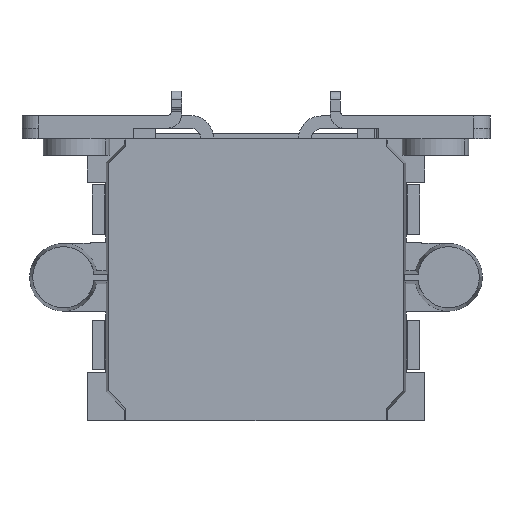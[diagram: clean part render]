
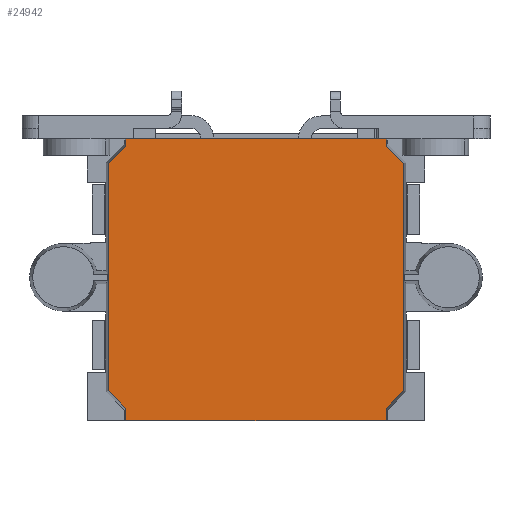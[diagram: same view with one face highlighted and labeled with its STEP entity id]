
A CAD part, front view. The second image highlights one B-rep face of the part: STEP entity #24942.
In plain terms, the highlighted planar face has unit normal (0, -1, 0).
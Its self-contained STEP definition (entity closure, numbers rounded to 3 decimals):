
#24914=AXIS2_PLACEMENT_3D('Plane Axis2P3D',#24911,#24912,#24913) ;
#24505=CARTESIAN_POINT('Vertex',(17.483,-43.1,-44.839)) ;
#24508=CARTESIAN_POINT('Line Origine',(17.561,-43.1,-44.761)) ;
#24512=CARTESIAN_POINT('Vertex',(15.439,-43.1,-46.883)) ;
#24531=CARTESIAN_POINT('Line Origine',(-17.561,-43.1,-44.761)) ;
#24535=CARTESIAN_POINT('Vertex',(-17.483,-43.1,-44.839)) ;
#24537=CARTESIAN_POINT('Vertex',(-15.439,-43.1,-46.883)) ;
#24564=CARTESIAN_POINT('Vertex',(-15.439,-43.1,-48.4)) ;
#24567=CARTESIAN_POINT('Line Origine',(-15.439,-43.1,-47.641)) ;
#24584=CARTESIAN_POINT('Line Origine',(15.439,-43.1,-47.641)) ;
#24588=CARTESIAN_POINT('Vertex',(15.439,-43.1,-48.4)) ;
#24608=CARTESIAN_POINT('Line Origine',(0.,-43.1,-48.4)) ;
#24630=CARTESIAN_POINT('Vertex',(15.439,-43.1,-15.917)) ;
#24644=CARTESIAN_POINT('Vertex',(15.439,-43.1,-15.03)) ;
#24647=CARTESIAN_POINT('Line Origine',(15.439,-43.1,-15.474)) ;
#24671=CARTESIAN_POINT('Line Origine',(17.561,-43.1,-18.039)) ;
#24675=CARTESIAN_POINT('Vertex',(17.483,-43.1,-17.961)) ;
#24694=CARTESIAN_POINT('Line Origine',(-17.483,-43.1,-31.4)) ;
#24698=CARTESIAN_POINT('Vertex',(-17.483,-43.1,-17.961)) ;
#24854=CARTESIAN_POINT('Line Origine',(17.483,-43.1,-31.4)) ;
#24896=CARTESIAN_POINT('Vertex',(-15.439,-43.1,-15.03)) ;
#24899=CARTESIAN_POINT('Line Origine',(0.,-43.1,-15.03)) ;
#24911=CARTESIAN_POINT('Axis2P3D Location',(0.,-43.1,-31.4)) ;
#24916=CARTESIAN_POINT('Line Origine',(-15.439,-43.1,-15.474)) ;
#24920=CARTESIAN_POINT('Vertex',(-15.439,-43.1,-15.917)) ;
#24923=CARTESIAN_POINT('Line Origine',(-16.461,-43.1,-16.939)) ;
#24509=DIRECTION('Vector Direction',(-0.707,0.,-0.707)) ;
#24532=DIRECTION('Vector Direction',(-0.707,0.,0.707)) ;
#24568=DIRECTION('Vector Direction',(0.,0.,1.)) ;
#24585=DIRECTION('Vector Direction',(0.,0.,1.)) ;
#24609=DIRECTION('Vector Direction',(1.,0.,0.)) ;
#24648=DIRECTION('Vector Direction',(0.,0.,-1.)) ;
#24672=DIRECTION('Vector Direction',(-0.707,0.,0.707)) ;
#24695=DIRECTION('Vector Direction',(0.,0.,-1.)) ;
#24855=DIRECTION('Vector Direction',(0.,0.,1.)) ;
#24900=DIRECTION('Vector Direction',(-1.,0.,0.)) ;
#24912=DIRECTION('Axis2P3D Direction',(0.,1.,0.)) ;
#24913=DIRECTION('Axis2P3D XDirection',(0.,0.,-1.)) ;
#24917=DIRECTION('Vector Direction',(0.,0.,-1.)) ;
#24924=DIRECTION('Vector Direction',(-0.707,0.,-0.707)) ;
#24510=VECTOR('Line Direction',#24509,1.) ;
#24533=VECTOR('Line Direction',#24532,1.) ;
#24569=VECTOR('Line Direction',#24568,1.) ;
#24586=VECTOR('Line Direction',#24585,1.) ;
#24610=VECTOR('Line Direction',#24609,1.) ;
#24649=VECTOR('Line Direction',#24648,1.) ;
#24673=VECTOR('Line Direction',#24672,1.) ;
#24696=VECTOR('Line Direction',#24695,1.) ;
#24856=VECTOR('Line Direction',#24855,1.) ;
#24901=VECTOR('Line Direction',#24900,1.) ;
#24918=VECTOR('Line Direction',#24917,1.) ;
#24925=VECTOR('Line Direction',#24924,1.) ;
#24929=ORIENTED_EDGE('',*,*,#24651,.F.) ;
#24930=ORIENTED_EDGE('',*,*,#24903,.F.) ;
#24931=ORIENTED_EDGE('',*,*,#24922,.T.) ;
#24932=ORIENTED_EDGE('',*,*,#24927,.T.) ;
#24933=ORIENTED_EDGE('',*,*,#24700,.T.) ;
#24934=ORIENTED_EDGE('',*,*,#24539,.T.) ;
#24935=ORIENTED_EDGE('',*,*,#24571,.F.) ;
#24936=ORIENTED_EDGE('',*,*,#24612,.F.) ;
#24937=ORIENTED_EDGE('',*,*,#24590,.T.) ;
#24938=ORIENTED_EDGE('',*,*,#24514,.T.) ;
#24939=ORIENTED_EDGE('',*,*,#24858,.T.) ;
#24940=ORIENTED_EDGE('',*,*,#24677,.T.) ;
#24942=ADVANCED_FACE('Housing',(#24941),#24915,.F.) ;
#24514=EDGE_CURVE('',#24513,#24506,#24511,.F.) ;
#24539=EDGE_CURVE('',#24536,#24538,#24534,.F.) ;
#24571=EDGE_CURVE('',#24565,#24538,#24570,.T.) ;
#24590=EDGE_CURVE('',#24589,#24513,#24587,.T.) ;
#24612=EDGE_CURVE('',#24589,#24565,#24611,.F.) ;
#24651=EDGE_CURVE('',#24645,#24631,#24650,.T.) ;
#24677=EDGE_CURVE('',#24676,#24631,#24674,.T.) ;
#24700=EDGE_CURVE('',#24699,#24536,#24697,.T.) ;
#24858=EDGE_CURVE('',#24506,#24676,#24857,.T.) ;
#24903=EDGE_CURVE('',#24897,#24645,#24902,.F.) ;
#24922=EDGE_CURVE('',#24897,#24921,#24919,.T.) ;
#24927=EDGE_CURVE('',#24921,#24699,#24926,.T.) ;
#24928=EDGE_LOOP('',(#24929,#24930,#24931,#24932,#24933,#24934,#24935,#24936,#24937,#24938,#24939,#24940)) ;
#24941=FACE_OUTER_BOUND('',#24928,.T.) ;
#24511=LINE('Line',#24508,#24510) ;
#24534=LINE('Line',#24531,#24533) ;
#24570=LINE('Line',#24567,#24569) ;
#24587=LINE('Line',#24584,#24586) ;
#24611=LINE('Line',#24608,#24610) ;
#24650=LINE('Line',#24647,#24649) ;
#24674=LINE('Line',#24671,#24673) ;
#24697=LINE('Line',#24694,#24696) ;
#24857=LINE('Line',#24854,#24856) ;
#24902=LINE('Line',#24899,#24901) ;
#24919=LINE('Line',#24916,#24918) ;
#24926=LINE('Line',#24923,#24925) ;
#24915=PLANE('',#24914) ;
#24506=VERTEX_POINT('',#24505) ;
#24513=VERTEX_POINT('',#24512) ;
#24536=VERTEX_POINT('',#24535) ;
#24538=VERTEX_POINT('',#24537) ;
#24565=VERTEX_POINT('',#24564) ;
#24589=VERTEX_POINT('',#24588) ;
#24631=VERTEX_POINT('',#24630) ;
#24645=VERTEX_POINT('',#24644) ;
#24676=VERTEX_POINT('',#24675) ;
#24699=VERTEX_POINT('',#24698) ;
#24897=VERTEX_POINT('',#24896) ;
#24921=VERTEX_POINT('',#24920) ;
